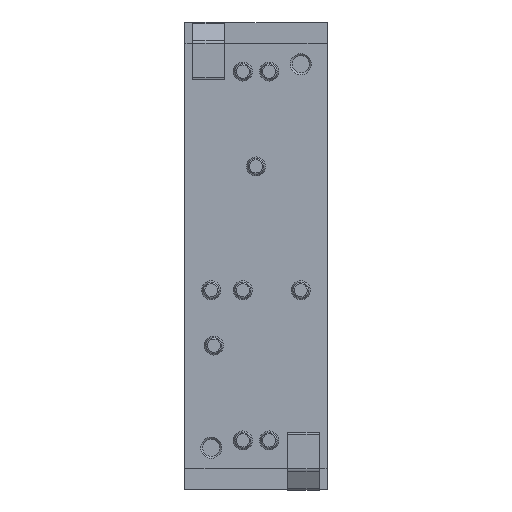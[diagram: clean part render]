
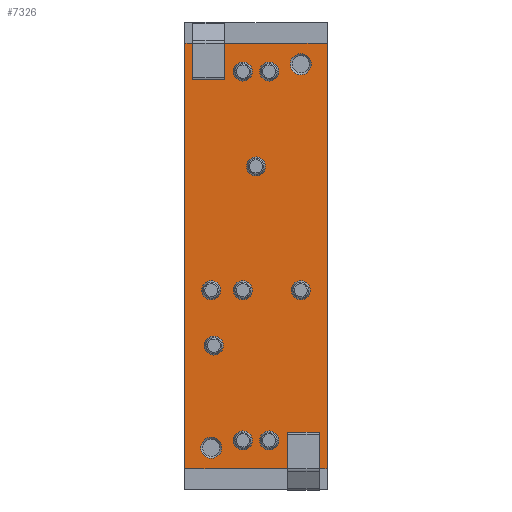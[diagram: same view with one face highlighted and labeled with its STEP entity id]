
A CAD part, front view. The second image highlights one B-rep face of the part: STEP entity #7326.
In plain terms, the highlighted planar face has unit normal (0, -1, 0).
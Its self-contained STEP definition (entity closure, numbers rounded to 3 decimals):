
#183=LINE('',#10416,#529);
#185=LINE('',#10420,#531);
#187=LINE('',#10446,#533);
#188=LINE('',#10449,#534);
#189=LINE('',#10451,#535);
#190=LINE('',#10453,#536);
#191=LINE('',#10454,#537);
#192=LINE('',#10456,#538);
#193=LINE('',#10458,#539);
#194=LINE('',#10459,#540);
#195=LINE('',#10461,#541);
#196=LINE('',#10463,#542);
#529=VECTOR('',#8586,1000.);
#531=VECTOR('',#8588,1000.);
#533=VECTOR('',#8614,1000.);
#534=VECTOR('',#8615,1000.);
#535=VECTOR('',#8616,1000.);
#536=VECTOR('',#8617,1000.);
#537=VECTOR('',#8618,1000.);
#538=VECTOR('',#8619,1000.);
#539=VECTOR('',#8620,1000.);
#540=VECTOR('',#8621,1000.);
#541=VECTOR('',#8622,1000.);
#542=VECTOR('',#8623,1000.);
#842=PLANE('',#7773);
#1117=CIRCLE('',#7774,1.8);
#1118=CIRCLE('',#7775,1.8);
#1119=CIRCLE('',#7776,1.8);
#1120=CIRCLE('',#7777,1.8);
#1121=CIRCLE('',#7778,1.8);
#1122=CIRCLE('',#7779,1.8);
#1123=CIRCLE('',#7780,1.8);
#1124=CIRCLE('',#7781,1.8);
#1125=CIRCLE('',#7782,1.8);
#1126=CIRCLE('',#7783,2.);
#1127=CIRCLE('',#7784,2.);
#1525=ORIENTED_EDGE('',*,*,#2845,.F.);
#1526=ORIENTED_EDGE('',*,*,#2846,.F.);
#1527=ORIENTED_EDGE('',*,*,#2847,.F.);
#1528=ORIENTED_EDGE('',*,*,#2848,.F.);
#1529=ORIENTED_EDGE('',*,*,#2849,.F.);
#1530=ORIENTED_EDGE('',*,*,#2850,.F.);
#1531=ORIENTED_EDGE('',*,*,#2851,.F.);
#1532=ORIENTED_EDGE('',*,*,#2852,.F.);
#1533=ORIENTED_EDGE('',*,*,#2853,.F.);
#1534=ORIENTED_EDGE('',*,*,#2854,.F.);
#1535=ORIENTED_EDGE('',*,*,#2855,.F.);
#1536=ORIENTED_EDGE('',*,*,#2856,.F.);
#1537=ORIENTED_EDGE('',*,*,#2857,.F.);
#1538=ORIENTED_EDGE('',*,*,#2858,.F.);
#1539=ORIENTED_EDGE('',*,*,#2859,.F.);
#1540=ORIENTED_EDGE('',*,*,#2843,.T.);
#1541=ORIENTED_EDGE('',*,*,#2860,.F.);
#1542=ORIENTED_EDGE('',*,*,#2861,.T.);
#1543=ORIENTED_EDGE('',*,*,#2862,.T.);
#1544=ORIENTED_EDGE('',*,*,#2841,.T.);
#1545=ORIENTED_EDGE('',*,*,#2863,.T.);
#1546=ORIENTED_EDGE('',*,*,#2864,.F.);
#1547=ORIENTED_EDGE('',*,*,#2865,.T.);
#2841=EDGE_CURVE('',#3495,#3494,#183,.T.);
#2843=EDGE_CURVE('',#3497,#3496,#185,.T.);
#2845=EDGE_CURVE('',#3498,#3498,#1117,.T.);
#2846=EDGE_CURVE('',#3499,#3499,#1118,.T.);
#2847=EDGE_CURVE('',#3500,#3500,#1119,.T.);
#2848=EDGE_CURVE('',#3501,#3501,#1120,.T.);
#2849=EDGE_CURVE('',#3502,#3502,#1121,.T.);
#2850=EDGE_CURVE('',#3503,#3503,#1122,.T.);
#2851=EDGE_CURVE('',#3504,#3504,#1123,.T.);
#2852=EDGE_CURVE('',#3505,#3505,#1124,.T.);
#2853=EDGE_CURVE('',#3506,#3506,#1125,.T.);
#2854=EDGE_CURVE('',#3507,#3507,#1126,.T.);
#2855=EDGE_CURVE('',#3508,#3508,#1127,.T.);
#2856=EDGE_CURVE('',#3509,#3510,#187,.T.);
#2857=EDGE_CURVE('',#3511,#3509,#188,.T.);
#2858=EDGE_CURVE('',#3512,#3511,#189,.T.);
#2859=EDGE_CURVE('',#3497,#3512,#190,.T.);
#2860=EDGE_CURVE('',#3513,#3496,#191,.T.);
#2861=EDGE_CURVE('',#3513,#3514,#192,.T.);
#2862=EDGE_CURVE('',#3514,#3495,#193,.T.);
#2863=EDGE_CURVE('',#3494,#3515,#194,.T.);
#2864=EDGE_CURVE('',#3516,#3515,#195,.T.);
#2865=EDGE_CURVE('',#3516,#3510,#196,.T.);
#3494=VERTEX_POINT('',#10415);
#3495=VERTEX_POINT('',#10417);
#3496=VERTEX_POINT('',#10419);
#3497=VERTEX_POINT('',#10421);
#3498=VERTEX_POINT('',#10425);
#3499=VERTEX_POINT('',#10427);
#3500=VERTEX_POINT('',#10429);
#3501=VERTEX_POINT('',#10431);
#3502=VERTEX_POINT('',#10433);
#3503=VERTEX_POINT('',#10435);
#3504=VERTEX_POINT('',#10437);
#3505=VERTEX_POINT('',#10439);
#3506=VERTEX_POINT('',#10441);
#3507=VERTEX_POINT('',#10443);
#3508=VERTEX_POINT('',#10445);
#3509=VERTEX_POINT('',#10447);
#3510=VERTEX_POINT('',#10448);
#3511=VERTEX_POINT('',#10450);
#3512=VERTEX_POINT('',#10452);
#3513=VERTEX_POINT('',#10455);
#3514=VERTEX_POINT('',#10457);
#3515=VERTEX_POINT('',#10460);
#3516=VERTEX_POINT('',#10462);
#3908=EDGE_LOOP('',(#1525));
#3909=EDGE_LOOP('',(#1526));
#3910=EDGE_LOOP('',(#1527));
#3911=EDGE_LOOP('',(#1528));
#3912=EDGE_LOOP('',(#1529));
#3913=EDGE_LOOP('',(#1530));
#3914=EDGE_LOOP('',(#1531));
#3915=EDGE_LOOP('',(#1532));
#3916=EDGE_LOOP('',(#1533));
#3917=EDGE_LOOP('',(#1534));
#3918=EDGE_LOOP('',(#1535));
#3919=EDGE_LOOP('',(#1536,#1537,#1538,#1539,#1540,#1541,#1542,#1543,#1544,
#1545,#1546,#1547));
#4406=FACE_BOUND('',#3908,.T.);
#4407=FACE_BOUND('',#3909,.T.);
#4408=FACE_BOUND('',#3910,.T.);
#4409=FACE_BOUND('',#3911,.T.);
#4410=FACE_BOUND('',#3912,.T.);
#4411=FACE_BOUND('',#3913,.T.);
#4412=FACE_BOUND('',#3914,.T.);
#4413=FACE_BOUND('',#3915,.T.);
#4414=FACE_BOUND('',#3916,.T.);
#4415=FACE_BOUND('',#3917,.T.);
#4416=FACE_BOUND('',#3918,.T.);
#4417=FACE_BOUND('',#3919,.T.);
#7326=ADVANCED_FACE('',(#4406,#4407,#4408,#4409,#4410,#4411,#4412,#4413,
#4414,#4415,#4416,#4417),#842,.F.);
#7773=AXIS2_PLACEMENT_3D('',#10423,#8590,#8591);
#7774=AXIS2_PLACEMENT_3D('',#10424,#8592,#8593);
#7775=AXIS2_PLACEMENT_3D('',#10426,#8594,#8595);
#7776=AXIS2_PLACEMENT_3D('',#10428,#8596,#8597);
#7777=AXIS2_PLACEMENT_3D('',#10430,#8598,#8599);
#7778=AXIS2_PLACEMENT_3D('',#10432,#8600,#8601);
#7779=AXIS2_PLACEMENT_3D('',#10434,#8602,#8603);
#7780=AXIS2_PLACEMENT_3D('',#10436,#8604,#8605);
#7781=AXIS2_PLACEMENT_3D('',#10438,#8606,#8607);
#7782=AXIS2_PLACEMENT_3D('',#10440,#8608,#8609);
#7783=AXIS2_PLACEMENT_3D('',#10442,#8610,#8611);
#7784=AXIS2_PLACEMENT_3D('',#10444,#8612,#8613);
#8586=DIRECTION('',(-1.,0.,0.));
#8588=DIRECTION('',(-1.,0.,0.));
#8590=DIRECTION('',(0.,1.,0.));
#8591=DIRECTION('',(0.,0.,1.));
#8592=DIRECTION('',(0.,-1.,0.));
#8593=DIRECTION('',(0.,0.,-1.));
#8594=DIRECTION('',(0.,-1.,0.));
#8595=DIRECTION('',(0.,0.,-1.));
#8596=DIRECTION('',(0.,-1.,0.));
#8597=DIRECTION('',(0.,0.,-1.));
#8598=DIRECTION('',(0.,-1.,0.));
#8599=DIRECTION('',(0.,0.,-1.));
#8600=DIRECTION('',(0.,-1.,0.));
#8601=DIRECTION('',(0.,0.,-1.));
#8602=DIRECTION('',(0.,-1.,0.));
#8603=DIRECTION('',(0.,0.,-1.));
#8604=DIRECTION('',(0.,-1.,0.));
#8605=DIRECTION('',(0.,0.,-1.));
#8606=DIRECTION('',(0.,-1.,0.));
#8607=DIRECTION('',(0.,0.,-1.));
#8608=DIRECTION('',(0.,-1.,0.));
#8609=DIRECTION('',(0.,0.,-1.));
#8610=DIRECTION('',(0.,-1.,0.));
#8611=DIRECTION('',(0.,0.,-1.));
#8612=DIRECTION('',(0.,-1.,0.));
#8613=DIRECTION('',(0.,0.,-1.));
#8614=DIRECTION('',(-1.,0.,0.));
#8615=DIRECTION('',(0.,0.,1.));
#8616=DIRECTION('',(-1.,0.,0.));
#8617=DIRECTION('',(0.,0.,-1.));
#8618=DIRECTION('',(0.,0.,1.));
#8619=DIRECTION('',(-1.,0.,0.));
#8620=DIRECTION('',(0.,0.,1.));
#8621=DIRECTION('',(0.,0.,-1.));
#8622=DIRECTION('',(-1.,0.,0.));
#8623=DIRECTION('',(0.,0.,1.));
#10415=CARTESIAN_POINT('',(-13.5,0.,40.4));
#10416=CARTESIAN_POINT('',(13.5,0.,40.4));
#10417=CARTESIAN_POINT('',(-12.,0.,40.4));
#10419=CARTESIAN_POINT('',(-6.,0.,40.4));
#10420=CARTESIAN_POINT('',(13.5,0.,40.4));
#10421=CARTESIAN_POINT('',(13.5,0.,40.4));
#10423=CARTESIAN_POINT('',(13.5,0.,40.4));
#10424=CARTESIAN_POINT('',(-8.,0.,-17.));
#10425=CARTESIAN_POINT('',(-8.,0.,-18.8));
#10426=CARTESIAN_POINT('',(-2.5,0.,-6.5));
#10427=CARTESIAN_POINT('',(-2.5,0.,-8.3));
#10428=CARTESIAN_POINT('',(-8.5,0.,-6.5));
#10429=CARTESIAN_POINT('',(-8.5,0.,-8.3));
#10430=CARTESIAN_POINT('',(8.5,0.,-6.5));
#10431=CARTESIAN_POINT('',(8.5,0.,-8.3));
#10432=CARTESIAN_POINT('',(2.5,0.,-35.));
#10433=CARTESIAN_POINT('',(2.5,0.,-36.8));
#10434=CARTESIAN_POINT('',(-2.5,0.,-35.));
#10435=CARTESIAN_POINT('',(-2.5,0.,-36.8));
#10436=CARTESIAN_POINT('',(-2.5,0.,35.));
#10437=CARTESIAN_POINT('',(-2.5,0.,33.2));
#10438=CARTESIAN_POINT('',(2.5,0.,35.));
#10439=CARTESIAN_POINT('',(2.5,0.,33.2));
#10440=CARTESIAN_POINT('',(0.,0.,17.));
#10441=CARTESIAN_POINT('',(0.,0.,15.2));
#10442=CARTESIAN_POINT('',(-8.5,0.,-36.4));
#10443=CARTESIAN_POINT('',(-8.5,0.,-38.4));
#10444=CARTESIAN_POINT('',(8.5,0.,36.4));
#10445=CARTESIAN_POINT('',(8.5,0.,34.4));
#10446=CARTESIAN_POINT('',(12.,0.,-33.4));
#10447=CARTESIAN_POINT('',(12.,0.,-33.4));
#10448=CARTESIAN_POINT('',(6.,0.,-33.4));
#10449=CARTESIAN_POINT('',(12.,0.,-43.5));
#10450=CARTESIAN_POINT('',(12.,0.,-40.4));
#10451=CARTESIAN_POINT('',(13.5,0.,-40.4));
#10452=CARTESIAN_POINT('',(13.5,0.,-40.4));
#10453=CARTESIAN_POINT('',(13.5,0.,40.4));
#10454=CARTESIAN_POINT('',(-6.,0.,33.4));
#10455=CARTESIAN_POINT('',(-6.,0.,33.4));
#10456=CARTESIAN_POINT('',(-6.,0.,33.4));
#10457=CARTESIAN_POINT('',(-12.,0.,33.4));
#10458=CARTESIAN_POINT('',(-12.,0.,33.4));
#10459=CARTESIAN_POINT('',(-13.5,0.,40.4));
#10460=CARTESIAN_POINT('',(-13.5,0.,-40.4));
#10461=CARTESIAN_POINT('',(13.5,0.,-40.4));
#10462=CARTESIAN_POINT('',(6.,0.,-40.4));
#10463=CARTESIAN_POINT('',(6.,0.,-43.5));
